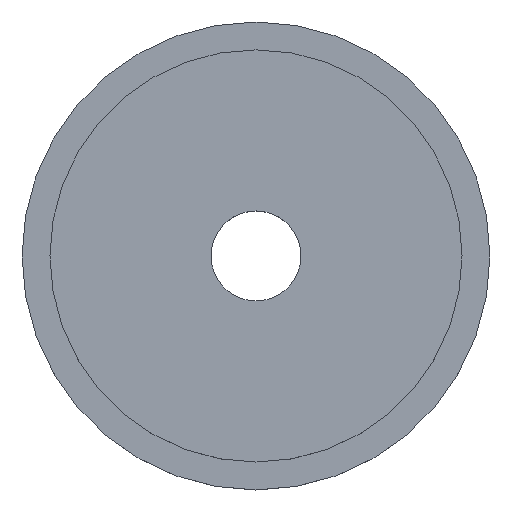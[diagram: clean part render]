
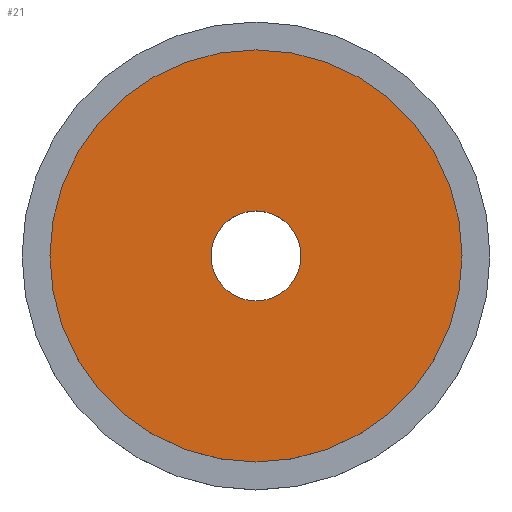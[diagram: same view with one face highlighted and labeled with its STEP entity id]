
A CAD part, top view. The second image highlights one B-rep face of the part: STEP entity #21.
In plain terms, the highlighted planar face has unit normal (0, 0, 1).
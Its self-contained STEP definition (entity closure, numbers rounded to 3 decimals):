
#4 = ORIENTED_EDGE ( 'NONE', *, *, #123, .T. ) ;
#11 = DIRECTION ( 'NONE',  ( 0., 0., -1. ) ) ;
#13 = CARTESIAN_POINT ( 'NONE',  ( 5., 0., 3. ) ) ;
#21 = ADVANCED_FACE ( 'NONE', ( #260, #203 ), #68, .T. ) ;
#30 = ORIENTED_EDGE ( 'NONE', *, *, #109, .T. ) ;
#35 = AXIS2_PLACEMENT_3D ( 'NONE', #292, #70, #89 ) ;
#41 = CIRCLE ( 'NONE', #138, 22.9 ) ;
#43 = DIRECTION ( 'NONE',  ( 0., 0., 1. ) ) ;
#52 = EDGE_LOOP ( 'NONE', ( #200, #30 ) ) ;
#54 = VERTEX_POINT ( 'NONE', #13 ) ;
#65 = DIRECTION ( 'NONE',  ( 1., 0., 0. ) ) ;
#68 = PLANE ( 'NONE',  #244 ) ;
#70 = DIRECTION ( 'NONE',  ( 0., 0., 1. ) ) ;
#87 = VERTEX_POINT ( 'NONE', #90 ) ;
#89 = DIRECTION ( 'NONE',  ( 1., 0., 0. ) ) ;
#90 = CARTESIAN_POINT ( 'NONE',  ( 22.9, 0., 3. ) ) ;
#93 = DIRECTION ( 'NONE',  ( -1., 0., 0. ) ) ;
#103 = DIRECTION ( 'NONE',  ( 1., 0., 0. ) ) ;
#109 = EDGE_CURVE ( 'NONE', #54, #345, #272, .T. ) ;
#114 = CIRCLE ( 'NONE', #35, 22.9 ) ;
#116 = CARTESIAN_POINT ( 'NONE',  ( 0., 0., 3. ) ) ;
#123 = EDGE_CURVE ( 'NONE', #87, #139, #114, .T. ) ;
#138 = AXIS2_PLACEMENT_3D ( 'NONE', #152, #270, #103 ) ;
#139 = VERTEX_POINT ( 'NONE', #150 ) ;
#150 = CARTESIAN_POINT ( 'NONE',  ( -22.9, 0., 3. ) ) ;
#152 = CARTESIAN_POINT ( 'NONE',  ( 0., 0., 3. ) ) ;
#176 = AXIS2_PLACEMENT_3D ( 'NONE', #116, #11, #93 ) ;
#200 = ORIENTED_EDGE ( 'NONE', *, *, #216, .T. ) ;
#202 = EDGE_LOOP ( 'NONE', ( #310, #4 ) ) ;
#203 = FACE_OUTER_BOUND ( 'NONE', #202, .T. ) ;
#214 = CARTESIAN_POINT ( 'NONE',  ( 0., 0., 3. ) ) ;
#216 = EDGE_CURVE ( 'NONE', #345, #54, #298, .T. ) ;
#244 = AXIS2_PLACEMENT_3D ( 'NONE', #290, #43, #65 ) ;
#260 = FACE_BOUND ( 'NONE', #52, .T. ) ;
#268 = DIRECTION ( 'NONE',  ( -1., 0., 0. ) ) ;
#270 = DIRECTION ( 'NONE',  ( 0., 0., 1. ) ) ;
#272 = CIRCLE ( 'NONE', #176, 5. ) ;
#282 = CARTESIAN_POINT ( 'NONE',  ( -5., 0., 3. ) ) ;
#290 = CARTESIAN_POINT ( 'NONE',  ( 0., 0., 3. ) ) ;
#292 = CARTESIAN_POINT ( 'NONE',  ( 0., 0., 3. ) ) ;
#294 = DIRECTION ( 'NONE',  ( 0., 0., -1. ) ) ;
#298 = CIRCLE ( 'NONE', #317, 5. ) ;
#302 = EDGE_CURVE ( 'NONE', #139, #87, #41, .T. ) ;
#310 = ORIENTED_EDGE ( 'NONE', *, *, #302, .T. ) ;
#317 = AXIS2_PLACEMENT_3D ( 'NONE', #214, #294, #268 ) ;
#345 = VERTEX_POINT ( 'NONE', #282 ) ;
